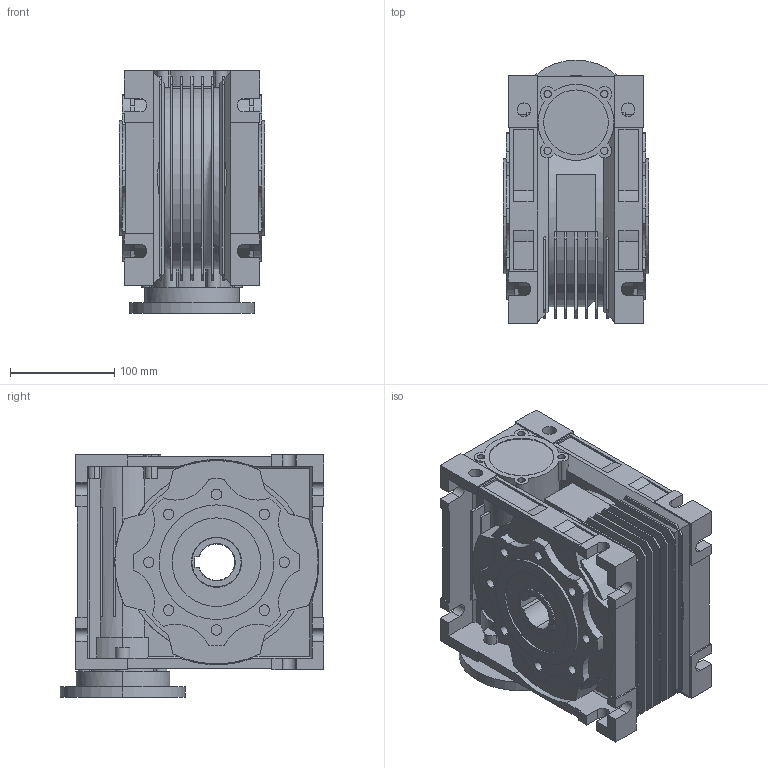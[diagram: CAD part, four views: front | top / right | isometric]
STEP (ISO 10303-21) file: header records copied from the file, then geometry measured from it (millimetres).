
FILE_DESCRIPTION (( 'STEP AP203' ), '1' );
FILE_NAME ('JMRV090-80B14-B3.STEP', '2020-06-11T06:01:35', ( 'tao' ), ( 'Microsoft' ), 'SwSTEP 2.0', 'SolidWorks 2018', '' );
FILE_SCHEMA (( 'CONFIG_CONTROL_DESIGN' ));
Length unit declared in the file: millimetre
Products named in the file (1): JMRV090-80B14-B3
Bounding box: 140 x 253 x 232.5 mm (x, y, z)
Volume: 4631661.4 mm3; surface area: 485338.9 mm2
Topology: 1 solids, 7 shells, 762 faces, 2051 edges, 1342 vertices
Faces by surface type: plane 492, cylinder 256, cone 14
Entity records: 24277 total; most frequent: CARTESIAN_POINT 4669, ORIENTED_EDGE 4102, DIRECTION 4093, EDGE_CURVE 2051, VECTOR 1407, LINE 1407, AXIS2_PLACEMENT_3D 1343, VERTEX_POINT 1342
